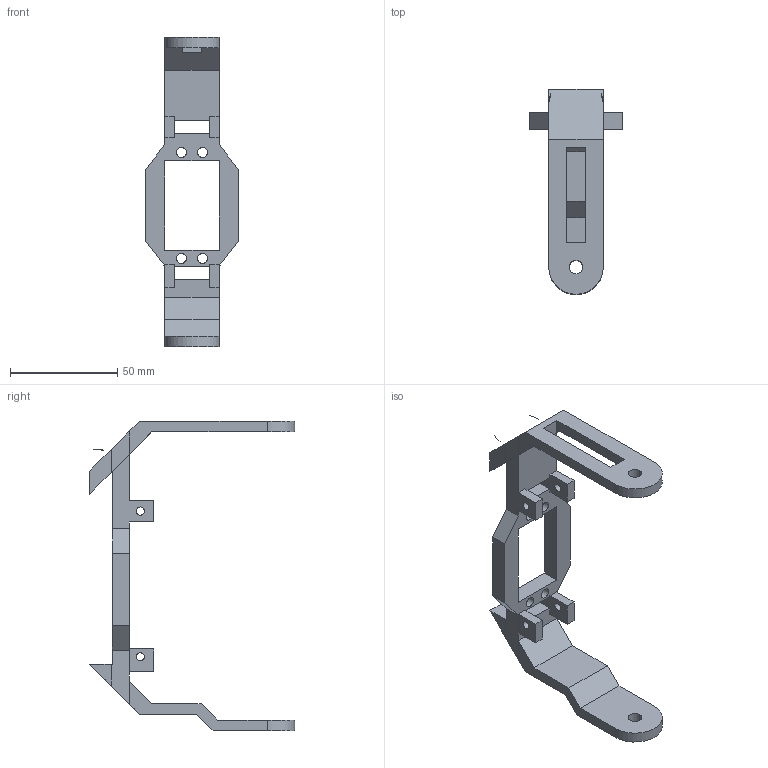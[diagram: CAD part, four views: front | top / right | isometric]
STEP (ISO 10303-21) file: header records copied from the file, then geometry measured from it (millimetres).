
FILE_DESCRIPTION(/* description */ (''),/* implementation_level */ '2;1');
FILE_NAME(/* name */ 'Joint 5.step',/* time_stamp */ '2023-08-21T18:57:59-04:00',/* author */ (''),/* organization */ (''),/* preprocessor_version */ 'ST-DEVELOPER v20',/* originating_system */ 'Autodesk Translation Framework v12.9.0.99',/* authorisation */ '');
FILE_SCHEMA (('AUTOMOTIVE_DESIGN { 1 0 10303 214 3 1 1 }'));
Length unit declared in the file: inch
Products named in the file (1): Framebar
Bounding box: 43.18 x 95.64 x 144.5 mm (x, y, z)
Volume: 45635.9 mm3; surface area: 22057.8 mm2
Topology: 3 solids, 3 shells, 90 faces, 261 edges, 172 vertices
Faces by surface type: plane 72, cylinder 16, bspline 2
Full cylindrical faces by diameter (mm): 3.81 x4, 4.699 x4, 6.35 x2
Entity records: 3057 total; most frequent: CARTESIAN_POINT 578, ORIENTED_EDGE 524, DIRECTION 462, EDGE_CURVE 262, LINE 228, VECTOR 228, VERTEX_POINT 173, AXIS2_PLACEMENT_3D 117
